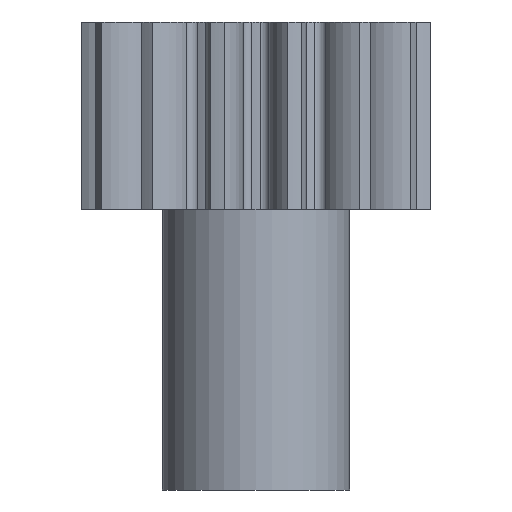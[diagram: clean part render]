
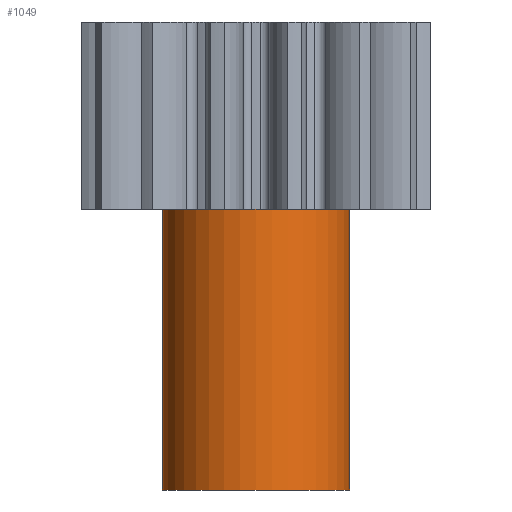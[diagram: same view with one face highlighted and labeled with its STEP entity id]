
A CAD part, front view. The second image highlights one B-rep face of the part: STEP entity #1049.
In plain terms, the highlighted cylindrical face has radius 3 mm (diameter 6 mm), a partial arc.
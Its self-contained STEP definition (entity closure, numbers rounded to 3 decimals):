
#365 = EDGE_CURVE ( 'NONE', #376, #381, #1396, .T. ) ;
#368 = VERTEX_POINT ( 'NONE', #1425 ) ;
#376 = VERTEX_POINT ( 'NONE', #1477 ) ;
#381 = VERTEX_POINT ( 'NONE', #1478 ) ;
#488 = VERTEX_POINT ( 'NONE', #3128 ) ;
#498 = EDGE_CURVE ( 'NONE', #488, #368, #3115, .T. ) ;
#1013 = EDGE_CURVE ( 'NONE', #381, #368, #2660, .T. ) ;
#1043 = ORIENTED_EDGE ( 'NONE', *, *, #365, .F. ) ;
#1044 = EDGE_LOOP ( 'NONE', ( #1043, #1063, #1109, #1108 ) ) ;
#1049 = ADVANCED_FACE ( 'NONE', ( #2862 ), #2854, .T. ) ;
#1050 = EDGE_CURVE ( 'NONE', #376, #488, #2848, .T. ) ;
#1063 = ORIENTED_EDGE ( 'NONE', *, *, #1050, .T. ) ;
#1108 = ORIENTED_EDGE ( 'NONE', *, *, #1013, .F. ) ;
#1109 = ORIENTED_EDGE ( 'NONE', *, *, #498, .T. ) ;
#1396 = LINE ( 'NONE', #1422, #1421 ) ;
#1420 = DIRECTION ( 'NONE',  ( 0., 0., 1. ) ) ;
#1421 = VECTOR ( 'NONE', #1420, 1000. ) ;
#1422 = CARTESIAN_POINT ( 'NONE',  ( -3., 0., -9. ) ) ;
#1425 = CARTESIAN_POINT ( 'NONE',  ( 3., 0., 0. ) ) ;
#1477 = CARTESIAN_POINT ( 'NONE',  ( -3., 0., -9. ) ) ;
#1478 = CARTESIAN_POINT ( 'NONE',  ( -3., 0., 0. ) ) ;
#2651 = DIRECTION ( 'NONE',  ( 1., 0., 0. ) ) ;
#2652 = DIRECTION ( 'NONE',  ( 0., 0., 1. ) ) ;
#2654 = AXIS2_PLACEMENT_3D ( 'NONE', #2732, #2652, #2651 ) ;
#2660 = CIRCLE ( 'NONE', #2654, 3. ) ;
#2732 = CARTESIAN_POINT ( 'NONE',  ( 0., 0., 0. ) ) ;
#2839 = DIRECTION ( 'NONE',  ( 1., 0., 0. ) ) ;
#2840 = DIRECTION ( 'NONE',  ( 0., 0., 1. ) ) ;
#2841 = AXIS2_PLACEMENT_3D ( 'NONE', #2860, #2840, #2839 ) ;
#2845 = DIRECTION ( 'NONE',  ( 1., 0., 0. ) ) ;
#2846 = DIRECTION ( 'NONE',  ( 0., 0., 1. ) ) ;
#2847 = CARTESIAN_POINT ( 'NONE',  ( 0., 0., -9. ) ) ;
#2848 = CIRCLE ( 'NONE', #2841, 3. ) ;
#2854 = CYLINDRICAL_SURFACE ( 'NONE', #2863, 3. ) ;
#2860 = CARTESIAN_POINT ( 'NONE',  ( 0., 0., -9. ) ) ;
#2862 = FACE_OUTER_BOUND ( 'NONE', #1044, .T. ) ;
#2863 = AXIS2_PLACEMENT_3D ( 'NONE', #2847, #2846, #2845 ) ;
#3112 = DIRECTION ( 'NONE',  ( 0., 0., 1. ) ) ;
#3113 = VECTOR ( 'NONE', #3112, 1000. ) ;
#3114 = CARTESIAN_POINT ( 'NONE',  ( 3., 0., -9. ) ) ;
#3115 = LINE ( 'NONE', #3114, #3113 ) ;
#3128 = CARTESIAN_POINT ( 'NONE',  ( 3., 0., -9. ) ) ;
